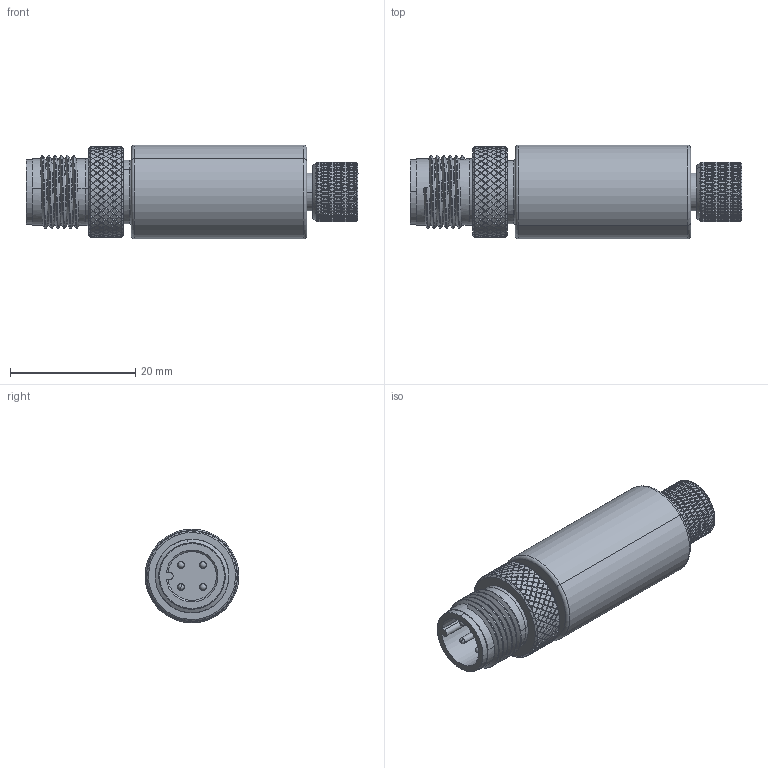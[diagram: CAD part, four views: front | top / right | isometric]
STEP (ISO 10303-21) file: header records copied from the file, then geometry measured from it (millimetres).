
FILE_DESCRIPTION((''),'2;1');
FILE_NAME('233804_ASM','2024-01-22T13:27:59',('banengservice'),('BANNER ENGINEERING'),'CREO PARAMETRIC BY PTC INC, 2022414','CREO PARAMETRIC BY PTC INC, 2022414','');
FILE_SCHEMA(('CONFIG_CONTROL_DESIGN'));
Products named in the file (2): 233804_EP02; 233804_ASM
Assembly tree (1 placements, depth 2):
  233804_ASM
    233804_EP02
Bounding box: 53 x 14.94 x 14.94 mm (x, y, z)
Volume: 6640.8 mm3; surface area: 4958.3 mm2
Topology: 1 solids, 1 shells, 4046 faces, 8867 edges, 4843 vertices
Faces by surface type: bspline 3008, cylinder 888, plane 84, cone 49, torus 12, sphere 5
Entity records: 176090 total; most frequent: CARTESIAN_POINT 106446, ORIENTED_EDGE 17706, EDGE_CURVE 8853, DIRECTION 8149, B_SPLINE_CURVE_WITH_KNOTS 4967, VERTEX_POINT 4843, EDGE_LOOP 4080, FACE_OUTER_BOUND 4046
